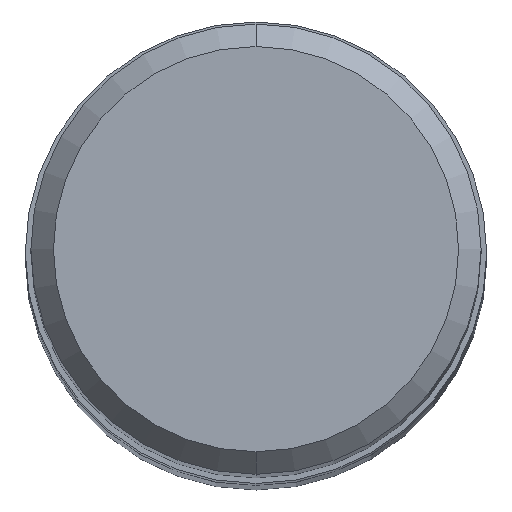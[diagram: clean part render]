
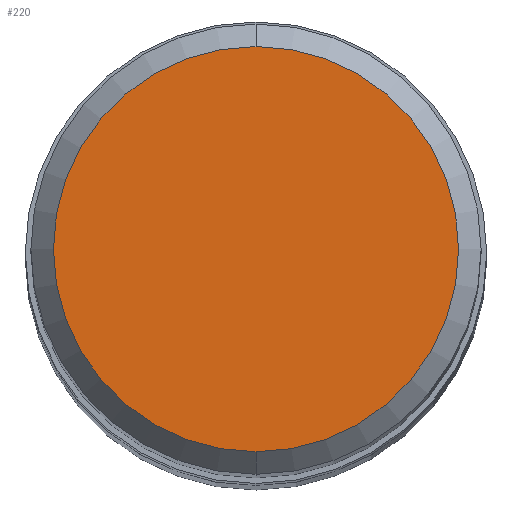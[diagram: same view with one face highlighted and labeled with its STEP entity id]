
A CAD part, top view. The second image highlights one B-rep face of the part: STEP entity #220.
In plain terms, the highlighted planar face has unit normal (0, 0, 1).
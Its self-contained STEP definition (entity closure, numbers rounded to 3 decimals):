
#176=EDGE_CURVE('',#224,#316,#477,.T.);
#190=EDGE_CURVE('',#316,#224,#492,.T.);
#220=ADVANCED_FACE('',(#523),#524,.T.);
#224=VERTEX_POINT('',#528);
#316=VERTEX_POINT('',#627);
#477=CIRCLE('',#802,5.4);
#492=CIRCLE('',#847,5.4);
#523=FACE_OUTER_BOUND('',#900,.T.);
#524=PLANE('',#901);
#528=CARTESIAN_POINT('',(0.,-5.4,0.0));
#627=CARTESIAN_POINT('',(0.0,5.4,0.0));
#802=AXIS2_PLACEMENT_3D('',#1487,#1488,#1489);
#847=AXIS2_PLACEMENT_3D('',#1503,#1504,#1505);
#900=EDGE_LOOP('',(#1523,#1524));
#901=AXIS2_PLACEMENT_3D('',#1525,#1526,#1527);
#1487=CARTESIAN_POINT('',(0.0,0.0,0.0));
#1488=DIRECTION('',(0.0,0.0,-1.0));
#1489=DIRECTION('',(0.0,1.0,0.0));
#1503=CARTESIAN_POINT('',(0.0,0.0,0.0));
#1504=DIRECTION('',(0.0,0.0,-1.0));
#1505=DIRECTION('',(0.0,1.0,0.0));
#1523=ORIENTED_EDGE('',*,*,#190,.F.);
#1524=ORIENTED_EDGE('',*,*,#176,.F.);
#1525=CARTESIAN_POINT('',(0.0,2.7,0.0));
#1526=DIRECTION('',(-0.0,0.0,1.0));
#1527=DIRECTION('',(0.0,-1.0,0.0));
